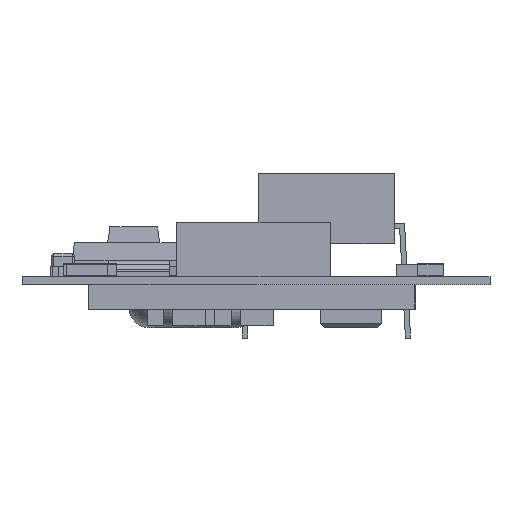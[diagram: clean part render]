
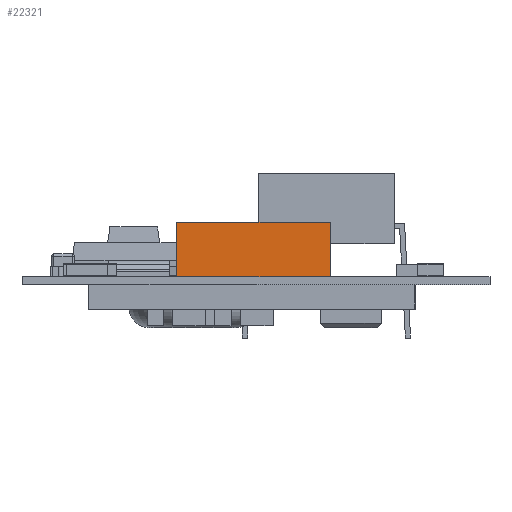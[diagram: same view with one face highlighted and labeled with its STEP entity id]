
A CAD part, front view. The second image highlights one B-rep face of the part: STEP entity #22321.
In plain terms, the highlighted planar face has unit normal (0, -1, 0).
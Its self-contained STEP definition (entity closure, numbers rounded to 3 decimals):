
#22321 = ADVANCED_FACE('',(#22322),#22336,.F.);
#22322 = FACE_BOUND('',#22323,.F.);
#22323 = EDGE_LOOP('',(#22324,#22359,#22387,#22415));
#22324 = ORIENTED_EDGE('',*,*,#22325,.T.);
#22325 = EDGE_CURVE('',#22326,#22328,#22330,.T.);
#22326 = VERTEX_POINT('',#22327);
#22327 = CARTESIAN_POINT('',(-3.75,-6.5,0.));
#22328 = VERTEX_POINT('',#22329);
#22329 = CARTESIAN_POINT('',(-3.75,-6.5,2.65));
#22330 = SURFACE_CURVE('',#22331,(#22335,#22347),.PCURVE_S1.);
#22331 = LINE('',#22332,#22333);
#22332 = CARTESIAN_POINT('',(-3.75,-6.5,0.));
#22333 = VECTOR('',#22334,1.);
#22334 = DIRECTION('',(0.,0.,1.));
#22335 = PCURVE('',#22336,#22341);
#22336 = PLANE('',#22337);
#22337 = AXIS2_PLACEMENT_3D('',#22338,#22339,#22340);
#22338 = CARTESIAN_POINT('',(-3.75,-6.5,0.));
#22339 = DIRECTION('',(0.,1.,0.));
#22340 = DIRECTION('',(1.,0.,0.));
#22341 = DEFINITIONAL_REPRESENTATION('',(#22342),#22346);
#22342 = LINE('',#22343,#22344);
#22343 = CARTESIAN_POINT('',(0.,0.));
#22344 = VECTOR('',#22345,1.);
#22345 = DIRECTION('',(0.,-1.));
#22346 = ( GEOMETRIC_REPRESENTATION_CONTEXT(2) 
PARAMETRIC_REPRESENTATION_CONTEXT() REPRESENTATION_CONTEXT('2D SPACE',''
  ) );
#22347 = PCURVE('',#22348,#22353);
#22348 = PLANE('',#22349);
#22349 = AXIS2_PLACEMENT_3D('',#22350,#22351,#22352);
#22350 = CARTESIAN_POINT('',(-3.75,6.5,0.));
#22351 = DIRECTION('',(1.,0.,0.));
#22352 = DIRECTION('',(0.,-1.,0.));
#22353 = DEFINITIONAL_REPRESENTATION('',(#22354),#22358);
#22354 = LINE('',#22355,#22356);
#22355 = CARTESIAN_POINT('',(13.,0.));
#22356 = VECTOR('',#22357,1.);
#22357 = DIRECTION('',(0.,-1.));
#22358 = ( GEOMETRIC_REPRESENTATION_CONTEXT(2) 
PARAMETRIC_REPRESENTATION_CONTEXT() REPRESENTATION_CONTEXT('2D SPACE',''
  ) );
#22359 = ORIENTED_EDGE('',*,*,#22360,.T.);
#22360 = EDGE_CURVE('',#22328,#22361,#22363,.T.);
#22361 = VERTEX_POINT('',#22362);
#22362 = CARTESIAN_POINT('',(3.75,-6.5,2.65));
#22363 = SURFACE_CURVE('',#22364,(#22368,#22375),.PCURVE_S1.);
#22364 = LINE('',#22365,#22366);
#22365 = CARTESIAN_POINT('',(-3.75,-6.5,2.65));
#22366 = VECTOR('',#22367,1.);
#22367 = DIRECTION('',(1.,0.,0.));
#22368 = PCURVE('',#22336,#22369);
#22369 = DEFINITIONAL_REPRESENTATION('',(#22370),#22374);
#22370 = LINE('',#22371,#22372);
#22371 = CARTESIAN_POINT('',(0.,-2.65));
#22372 = VECTOR('',#22373,1.);
#22373 = DIRECTION('',(1.,0.));
#22374 = ( GEOMETRIC_REPRESENTATION_CONTEXT(2) 
PARAMETRIC_REPRESENTATION_CONTEXT() REPRESENTATION_CONTEXT('2D SPACE',''
  ) );
#22375 = PCURVE('',#22376,#22381);
#22376 = PLANE('',#22377);
#22377 = AXIS2_PLACEMENT_3D('',#22378,#22379,#22380);
#22378 = CARTESIAN_POINT('',(-3.75,-6.5,2.65));
#22379 = DIRECTION('',(0.,0.,-1.));
#22380 = DIRECTION('',(-1.,0.,0.));
#22381 = DEFINITIONAL_REPRESENTATION('',(#22382),#22386);
#22382 = LINE('',#22383,#22384);
#22383 = CARTESIAN_POINT('',(0.,0.));
#22384 = VECTOR('',#22385,1.);
#22385 = DIRECTION('',(-1.,0.));
#22386 = ( GEOMETRIC_REPRESENTATION_CONTEXT(2) 
PARAMETRIC_REPRESENTATION_CONTEXT() REPRESENTATION_CONTEXT('2D SPACE',''
  ) );
#22387 = ORIENTED_EDGE('',*,*,#22388,.F.);
#22388 = EDGE_CURVE('',#22389,#22361,#22391,.T.);
#22389 = VERTEX_POINT('',#22390);
#22390 = CARTESIAN_POINT('',(3.75,-6.5,0.));
#22391 = SURFACE_CURVE('',#22392,(#22396,#22403),.PCURVE_S1.);
#22392 = LINE('',#22393,#22394);
#22393 = CARTESIAN_POINT('',(3.75,-6.5,0.));
#22394 = VECTOR('',#22395,1.);
#22395 = DIRECTION('',(0.,0.,1.));
#22396 = PCURVE('',#22336,#22397);
#22397 = DEFINITIONAL_REPRESENTATION('',(#22398),#22402);
#22398 = LINE('',#22399,#22400);
#22399 = CARTESIAN_POINT('',(7.5,0.));
#22400 = VECTOR('',#22401,1.);
#22401 = DIRECTION('',(0.,-1.));
#22402 = ( GEOMETRIC_REPRESENTATION_CONTEXT(2) 
PARAMETRIC_REPRESENTATION_CONTEXT() REPRESENTATION_CONTEXT('2D SPACE',''
  ) );
#22403 = PCURVE('',#22404,#22409);
#22404 = PLANE('',#22405);
#22405 = AXIS2_PLACEMENT_3D('',#22406,#22407,#22408);
#22406 = CARTESIAN_POINT('',(3.75,-6.5,0.));
#22407 = DIRECTION('',(-1.,0.,0.));
#22408 = DIRECTION('',(0.,1.,0.));
#22409 = DEFINITIONAL_REPRESENTATION('',(#22410),#22414);
#22410 = LINE('',#22411,#22412);
#22411 = CARTESIAN_POINT('',(0.,0.));
#22412 = VECTOR('',#22413,1.);
#22413 = DIRECTION('',(0.,-1.));
#22414 = ( GEOMETRIC_REPRESENTATION_CONTEXT(2) 
PARAMETRIC_REPRESENTATION_CONTEXT() REPRESENTATION_CONTEXT('2D SPACE',''
  ) );
#22415 = ORIENTED_EDGE('',*,*,#22416,.F.);
#22416 = EDGE_CURVE('',#22326,#22389,#22417,.T.);
#22417 = SURFACE_CURVE('',#22418,(#22422,#22429),.PCURVE_S1.);
#22418 = LINE('',#22419,#22420);
#22419 = CARTESIAN_POINT('',(-3.75,-6.5,0.));
#22420 = VECTOR('',#22421,1.);
#22421 = DIRECTION('',(1.,0.,0.));
#22422 = PCURVE('',#22336,#22423);
#22423 = DEFINITIONAL_REPRESENTATION('',(#22424),#22428);
#22424 = LINE('',#22425,#22426);
#22425 = CARTESIAN_POINT('',(0.,0.));
#22426 = VECTOR('',#22427,1.);
#22427 = DIRECTION('',(1.,0.));
#22428 = ( GEOMETRIC_REPRESENTATION_CONTEXT(2) 
PARAMETRIC_REPRESENTATION_CONTEXT() REPRESENTATION_CONTEXT('2D SPACE',''
  ) );
#22429 = PCURVE('',#22430,#22435);
#22430 = PLANE('',#22431);
#22431 = AXIS2_PLACEMENT_3D('',#22432,#22433,#22434);
#22432 = CARTESIAN_POINT('',(-3.75,-6.5,0.));
#22433 = DIRECTION('',(0.,0.,-1.));
#22434 = DIRECTION('',(-1.,0.,0.));
#22435 = DEFINITIONAL_REPRESENTATION('',(#22436),#22440);
#22436 = LINE('',#22437,#22438);
#22437 = CARTESIAN_POINT('',(0.,0.));
#22438 = VECTOR('',#22439,1.);
#22439 = DIRECTION('',(-1.,0.));
#22440 = ( GEOMETRIC_REPRESENTATION_CONTEXT(2) 
PARAMETRIC_REPRESENTATION_CONTEXT() REPRESENTATION_CONTEXT('2D SPACE',''
  ) );
